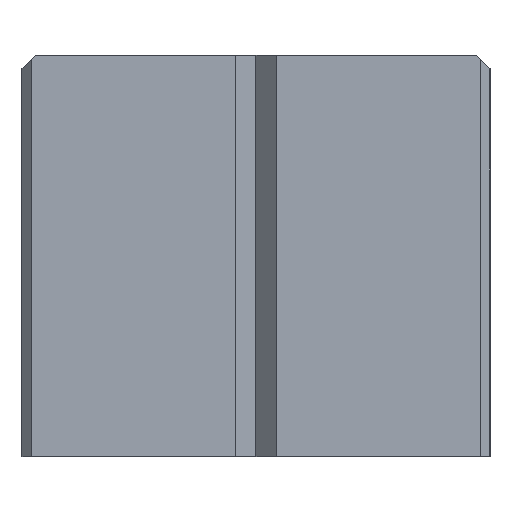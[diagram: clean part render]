
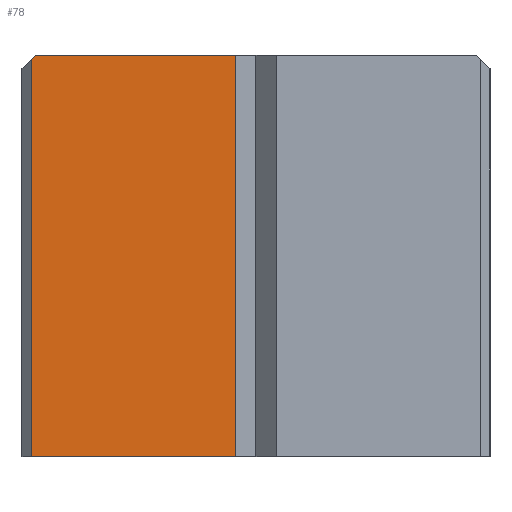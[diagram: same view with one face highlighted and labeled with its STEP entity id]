
A CAD part, left-side view. The second image highlights one B-rep face of the part: STEP entity #78.
In plain terms, the highlighted planar face has unit normal (-1, 0, 0).
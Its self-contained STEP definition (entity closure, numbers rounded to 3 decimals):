
#78 = ADVANCED_FACE( '', ( #124 ), #125, .F. );
#124 = FACE_OUTER_BOUND( '', #218, .T. );
#125 = PLANE( '', #219 );
#218 = EDGE_LOOP( '', ( #338, #339, #340, #341, #342 ) );
#219 = AXIS2_PLACEMENT_3D( '', #343, #344, #345 );
#338 = ORIENTED_EDGE( '', *, *, #624, .T. );
#339 = ORIENTED_EDGE( '', *, *, #625, .T. );
#340 = ORIENTED_EDGE( '', *, *, #626, .T. );
#341 = ORIENTED_EDGE( '', *, *, #603, .F. );
#342 = ORIENTED_EDGE( '', *, *, #623, .F. );
#343 = CARTESIAN_POINT( '', ( -50., -17.5, 30. ) );
#344 = DIRECTION( '', ( 1., 0., 0. ) );
#345 = DIRECTION( '', ( 0., 0., -1. ) );
#603 = EDGE_CURVE( '', #693, #695, #696, .T. );
#623 = EDGE_CURVE( '', #732, #693, #734, .T. );
#624 = EDGE_CURVE( '', #732, #735, #736, .T. );
#625 = EDGE_CURVE( '', #735, #737, #738, .F. );
#626 = EDGE_CURVE( '', #737, #695, #739, .T. );
#693 = VERTEX_POINT( '', #841 );
#695 = VERTEX_POINT( '', #844 );
#696 = LINE( '', #845, #846 );
#732 = VERTEX_POINT( '', #900 );
#734 = LINE( '', #903, #904 );
#735 = VERTEX_POINT( '', #905 );
#736 = LINE( '', #906, #907 );
#737 = VERTEX_POINT( '', #908 );
#738 = LINE( '', #909, #910 );
#739 = LINE( '', #911, #912 );
#841 = CARTESIAN_POINT( '', ( -50., 1.5, 0. ) );
#844 = CARTESIAN_POINT( '', ( -50., 16.8, 0. ) );
#845 = CARTESIAN_POINT( '', ( -50., -17.5, 0. ) );
#846 = VECTOR( '', #1067, 1000. );
#900 = CARTESIAN_POINT( '', ( -50., 1.5, 30. ) );
#903 = CARTESIAN_POINT( '', ( -50., 1.5, 30. ) );
#904 = VECTOR( '', #1087, 1000. );
#905 = CARTESIAN_POINT( '', ( -50., 16.5, 30. ) );
#906 = CARTESIAN_POINT( '', ( -50., -17.5, 30. ) );
#907 = VECTOR( '', #1088, 1000. );
#908 = CARTESIAN_POINT( '', ( -50., 16.8, 29.7 ) );
#909 = CARTESIAN_POINT( '', ( -50., 16.5, 30. ) );
#910 = VECTOR( '', #1089, 1000. );
#911 = CARTESIAN_POINT( '', ( -50., 16.8, 30. ) );
#912 = VECTOR( '', #1090, 1000. );
#1067 = DIRECTION( '', ( 0., 1., 0. ) );
#1087 = DIRECTION( '', ( 0., 0., -1. ) );
#1088 = DIRECTION( '', ( 0., 1., 0. ) );
#1089 = DIRECTION( '', ( 0., -0.707, 0.707 ) );
#1090 = DIRECTION( '', ( 0., 0., -1. ) );
